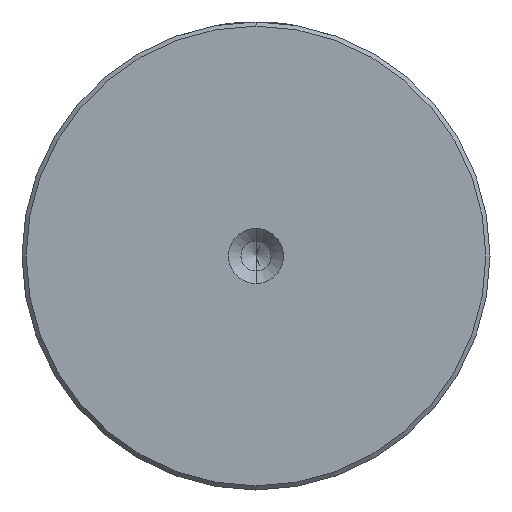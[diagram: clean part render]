
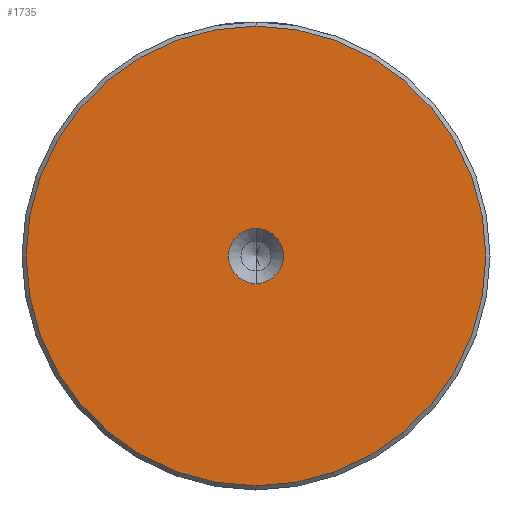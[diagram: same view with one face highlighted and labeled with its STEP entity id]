
A CAD part, left-side view. The second image highlights one B-rep face of the part: STEP entity #1735.
In plain terms, the highlighted planar face has unit normal (-1, 0, 0).
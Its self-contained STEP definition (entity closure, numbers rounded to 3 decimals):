
#84 = DIRECTION ( 'NONE',  ( -1., 0., 0. ) ) ;
#127 = DIRECTION ( 'NONE',  ( 0., 0., 1. ) ) ;
#164 = EDGE_CURVE ( 'NONE', #2345, #527, #2430, .T. ) ;
#280 = ORIENTED_EDGE ( 'NONE', *, *, #1624, .T. ) ;
#315 = CIRCLE ( 'NONE', #1296, 3.3 ) ;
#419 = CIRCLE ( 'NONE', #1526, 27.5 ) ;
#454 = DIRECTION ( 'NONE',  ( -1., 0., 0. ) ) ;
#455 = AXIS2_PLACEMENT_3D ( 'NONE', #2066, #1293, #127 ) ;
#472 = DIRECTION ( 'NONE',  ( -1., 0., 0. ) ) ;
#527 = VERTEX_POINT ( 'NONE', #1876 ) ;
#644 = VERTEX_POINT ( 'NONE', #1283 ) ;
#726 = FACE_OUTER_BOUND ( 'NONE', #742, .T. ) ;
#742 = EDGE_LOOP ( 'NONE', ( #2156, #280 ) ) ;
#1001 = DIRECTION ( 'NONE',  ( 0., 0., 1. ) ) ;
#1018 = DIRECTION ( 'NONE',  ( -1., 0., 0. ) ) ;
#1030 = CARTESIAN_POINT ( 'NONE',  ( 0., 0., 0. ) ) ;
#1102 = PLANE ( 'NONE',  #455 ) ;
#1170 = AXIS2_PLACEMENT_3D ( 'NONE', #1648, #472, #1839 ) ;
#1233 = FACE_BOUND ( 'NONE', #2069, .T. ) ;
#1256 = CARTESIAN_POINT ( 'NONE',  ( 0., 0., 0. ) ) ;
#1283 = CARTESIAN_POINT ( 'NONE',  ( 0., 0., 27.5 ) ) ;
#1293 = DIRECTION ( 'NONE',  ( -1., 0., 0. ) ) ;
#1296 = AXIS2_PLACEMENT_3D ( 'NONE', #1256, #84, #1449 ) ;
#1449 = DIRECTION ( 'NONE',  ( 0., 0., 1. ) ) ;
#1526 = AXIS2_PLACEMENT_3D ( 'NONE', #1633, #454, #1825 ) ;
#1531 = ORIENTED_EDGE ( 'NONE', *, *, #164, .F. ) ;
#1624 = EDGE_CURVE ( 'NONE', #644, #1849, #2421, .T. ) ;
#1633 = CARTESIAN_POINT ( 'NONE',  ( 0., 0., 0. ) ) ;
#1642 = EDGE_CURVE ( 'NONE', #527, #2345, #315, .T. ) ;
#1648 = CARTESIAN_POINT ( 'NONE',  ( 0., 0., 0. ) ) ;
#1735 = ADVANCED_FACE ( 'NONE', ( #726, #1233 ), #1102, .T. ) ;
#1815 = EDGE_CURVE ( 'NONE', #1849, #644, #419, .T. ) ;
#1825 = DIRECTION ( 'NONE',  ( 0., 0., 1. ) ) ;
#1836 = CARTESIAN_POINT ( 'NONE',  ( 0., 0., -27.5 ) ) ;
#1839 = DIRECTION ( 'NONE',  ( 0., 0., 1. ) ) ;
#1849 = VERTEX_POINT ( 'NONE', #1836 ) ;
#1876 = CARTESIAN_POINT ( 'NONE',  ( 0., 0., 3.3 ) ) ;
#1979 = AXIS2_PLACEMENT_3D ( 'NONE', #1030, #1018, #1001 ) ;
#1981 = CARTESIAN_POINT ( 'NONE',  ( 0., 0., -3.3 ) ) ;
#2066 = CARTESIAN_POINT ( 'NONE',  ( 0., 0., 0. ) ) ;
#2069 = EDGE_LOOP ( 'NONE', ( #2372, #1531 ) ) ;
#2156 = ORIENTED_EDGE ( 'NONE', *, *, #1815, .T. ) ;
#2345 = VERTEX_POINT ( 'NONE', #1981 ) ;
#2372 = ORIENTED_EDGE ( 'NONE', *, *, #1642, .F. ) ;
#2421 = CIRCLE ( 'NONE', #1170, 27.5 ) ;
#2430 = CIRCLE ( 'NONE', #1979, 3.3 ) ;
